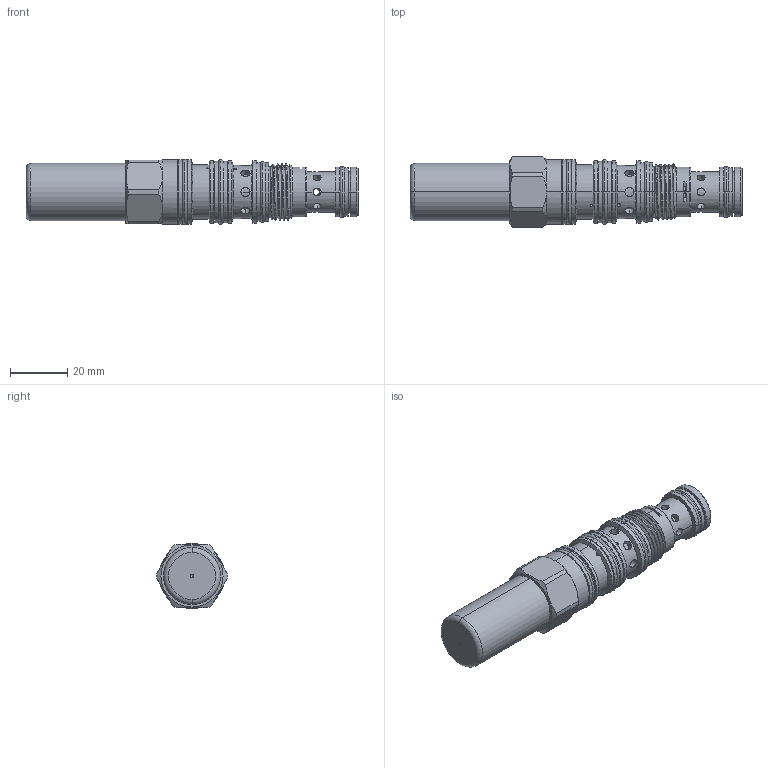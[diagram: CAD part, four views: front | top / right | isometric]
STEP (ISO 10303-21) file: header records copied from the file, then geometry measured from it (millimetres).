
FILE_DESCRIPTION (( 'STEP AP203' ), '1' );
FILE_NAME ('PV21A40(43)(45)-C.STEP', '2020-03-23T05:18:25', ( '' ), ( '' ), 'SwSTEP 2.0', 'SolidWorks 2018', '' );
FILE_SCHEMA (( 'CONFIG_CONTROL_DESIGN' ));
Products named in the file (1): PV21A40(43)(45)-C
Bounding box: 116.39 x 24.79 x 22.98 mm (x, y, z)
Volume: 28332.4 mm3; surface area: 22611.2 mm2
Topology: 18 solids, 18 shells, 1002 faces, 2663 edges, 1680 vertices
Faces by surface type: cylinder 696, plane 108, cone 108, torus 79, bspline 7, sphere 4
Entity records: 65642 total; most frequent: CARTESIAN_POINT 41570, ORIENTED_EDGE 5318, DIRECTION 4200, EDGE_CURVE 2659, VERTEX_POINT 1680, AXIS2_PLACEMENT_3D 1672, EDGE_LOOP 1491, B_SPLINE_CURVE_WITH_KNOTS 1061
